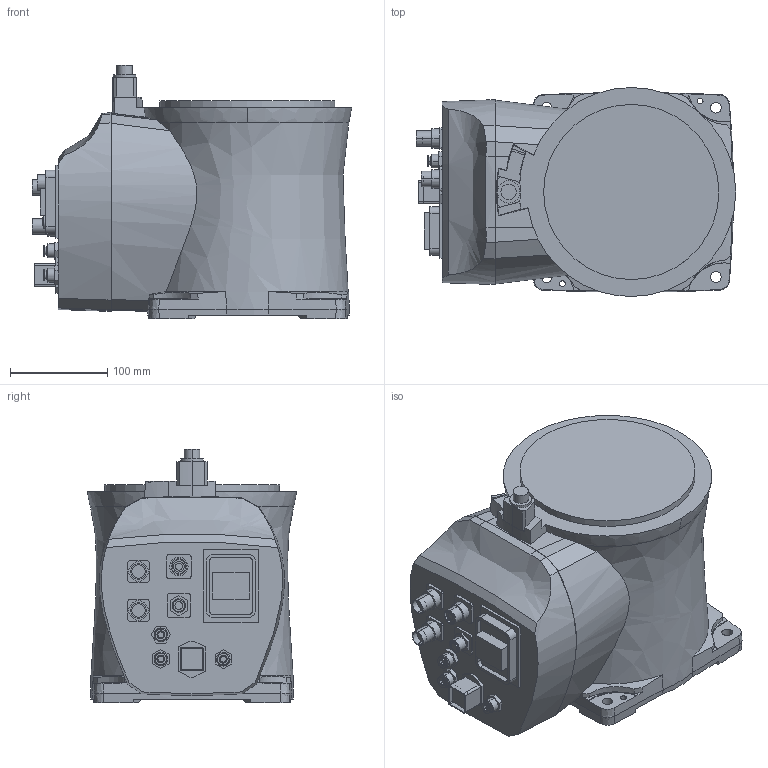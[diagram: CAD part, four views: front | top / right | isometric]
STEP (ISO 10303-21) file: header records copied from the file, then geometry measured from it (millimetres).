
FILE_DESCRIPTION (( 'STEP AP203' ), '1' );
FILE_NAME ('kuka_base_AAA.step', '2023-07-20T15:39:47', ( '' ), ( '' ), 'SwSTEP 2.0', 'SolidWorks 2017', '' );
FILE_SCHEMA (( 'CONFIG_CONTROL_DESIGN' ));
Length unit declared in the file: millimetre
Products named in the file (2): KR6_KR10_R900_sixx_1; kuka_base_AAA
Assembly tree (1 placements, depth 2):
  kuka_base_AAA
    KR6_KR10_R900_sixx_1
Bounding box: 328.38 x 214.75 x 260.8 mm (x, y, z)
Volume: 10508278.6 mm3; surface area: 322283.3 mm2
Topology: 1 solids, 1 shells, 370 faces, 939 edges, 619 vertices
Faces by surface type: plane 176, cylinder 123, bspline 37, cone 31, torus 3
Entity records: 12713 total; most frequent: CARTESIAN_POINT 3821, ORIENTED_EDGE 1878, DIRECTION 1710, EDGE_CURVE 939, AXIS2_PLACEMENT_3D 645, VERTEX_POINT 619, EDGE_LOOP 430, VECTOR 420
